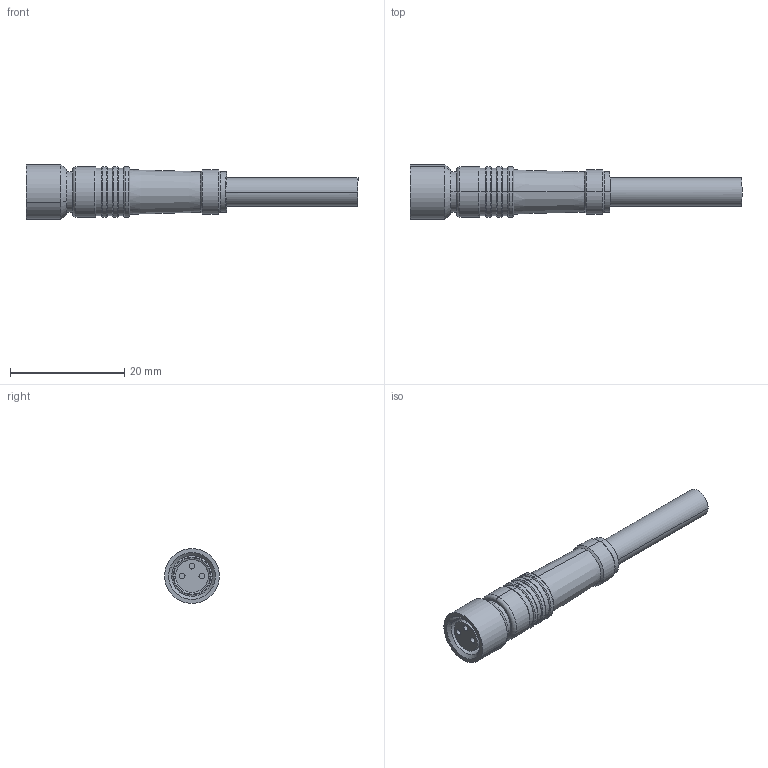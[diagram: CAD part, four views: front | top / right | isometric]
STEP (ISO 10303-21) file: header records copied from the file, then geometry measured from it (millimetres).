
FILE_DESCRIPTION(('STEP AP242'),'1');
FILE_NAME('connector_xzcp0566l2.stp','2020-01-26T17:24:50',('TraceParts'),('TraceParts S.A.'),'Spatial InterOp 3D',' ',' ');
FILE_SCHEMA(('AP242_MANAGED_MODEL_BASED_3D_ENGINEERING_MIM_LF {1 0 10303 442 1 1 4}'));
Length unit declared in the file: millimetre
Products named in the file (1): connector_xzcp0566l2
Bounding box: 58.15 x 9.59 x 9.59 mm (x, y, z)
Volume: 2212.5 mm3; surface area: 1741.4 mm2
Topology: 1 solids, 3 shells, 104 faces, 219 edges, 135 vertices
Faces by surface type: cylinder 44, torus 24, plane 22, cone 14
Entity records: 3690 total; most frequent: DIRECTION 588, CARTESIAN_POINT 459, ORIENTED_EDGE 438, AXIS2_PLACEMENT_3D 264, EDGE_CURVE 219, CIRCLE 153, VERTEX_POINT 135, EDGE_LOOP 122
